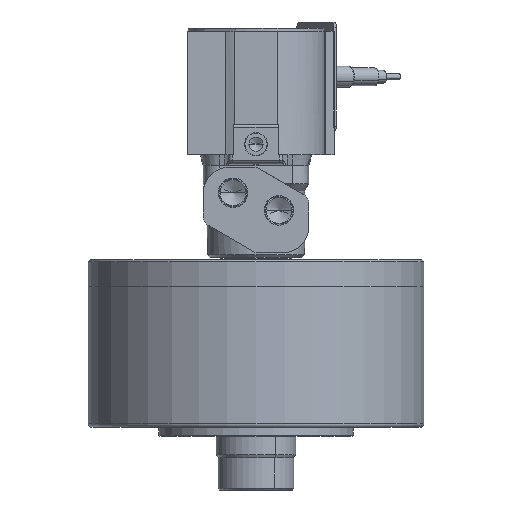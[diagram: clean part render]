
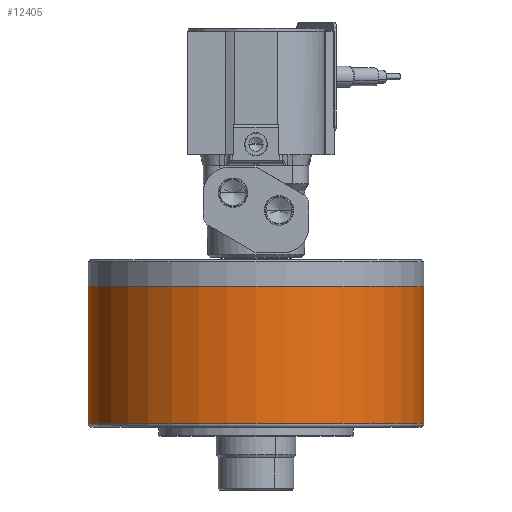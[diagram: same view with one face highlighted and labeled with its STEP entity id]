
A CAD part, front view. The second image highlights one B-rep face of the part: STEP entity #12405.
In plain terms, the highlighted cylindrical face has radius 95 mm (diameter 190 mm), a partial arc.
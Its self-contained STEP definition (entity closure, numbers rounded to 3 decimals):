
#10 = VERTEX_POINT ( 'NONE', #4402 ) ;
#14 = VERTEX_POINT ( 'NONE', #229 ) ;
#229 = CARTESIAN_POINT ( 'NONE',  ( 78., 0., -95. ) ) ;
#558 = DIRECTION ( 'NONE',  ( 0., 0., 1. ) ) ;
#823 = CARTESIAN_POINT ( 'NONE',  ( 0., 0., -95. ) ) ;
#949 = EDGE_CURVE ( 'NONE', #1591, #14, #5903, .T. ) ;
#1105 = EDGE_CURVE ( 'NONE', #1591, #10, #12614, .T. ) ;
#1176 = ORIENTED_EDGE ( 'NONE', *, *, #949, .T. ) ;
#1205 = DIRECTION ( 'NONE',  ( -1., 0., 0. ) ) ;
#1236 = AXIS2_PLACEMENT_3D ( 'NONE', #4760, #6878, #558 ) ;
#1449 = ORIENTED_EDGE ( 'NONE', *, *, #3900, .T. ) ;
#1460 = CARTESIAN_POINT ( 'NONE',  ( 0., 0., 0. ) ) ;
#1540 = DIRECTION ( 'NONE',  ( -1., 0., 0. ) ) ;
#1591 = VERTEX_POINT ( 'NONE', #7207 ) ;
#2155 = VECTOR ( 'NONE', #13099, 1000. ) ;
#2485 = DIRECTION ( 'NONE',  ( 0., 0., 1. ) ) ;
#3009 = FACE_OUTER_BOUND ( 'NONE', #8618, .T. ) ;
#3900 = EDGE_CURVE ( 'NONE', #14, #5426, #10143, .T. ) ;
#4402 = CARTESIAN_POINT ( 'NONE',  ( 0., 0., 95. ) ) ;
#4760 = CARTESIAN_POINT ( 'NONE',  ( 0., 0., 0. ) ) ;
#5260 = DIRECTION ( 'NONE',  ( 0., 0., 1. ) ) ;
#5426 = VERTEX_POINT ( 'NONE', #823 ) ;
#5447 = CYLINDRICAL_SURFACE ( 'NONE', #1236, 95. ) ;
#5903 = CIRCLE ( 'NONE', #11844, 95. ) ;
#6833 = CARTESIAN_POINT ( 'NONE',  ( 0., 0., -95. ) ) ;
#6878 = DIRECTION ( 'NONE',  ( -1., 0., 0. ) ) ;
#7184 = AXIS2_PLACEMENT_3D ( 'NONE', #1460, #8737, #2485 ) ;
#7207 = CARTESIAN_POINT ( 'NONE',  ( 78., 0., 95. ) ) ;
#7470 = EDGE_CURVE ( 'NONE', #10, #5426, #8383, .T. ) ;
#7759 = CARTESIAN_POINT ( 'NONE',  ( 78., 0., 0. ) ) ;
#7771 = CARTESIAN_POINT ( 'NONE',  ( 0., 0., 95. ) ) ;
#8383 = CIRCLE ( 'NONE', #7184, 95. ) ;
#8618 = EDGE_LOOP ( 'NONE', ( #1176, #1449, #11642, #13063 ) ) ;
#8737 = DIRECTION ( 'NONE',  ( -1., 0., 0. ) ) ;
#10143 = LINE ( 'NONE', #6833, #2155 ) ;
#11642 = ORIENTED_EDGE ( 'NONE', *, *, #7470, .F. ) ;
#11844 = AXIS2_PLACEMENT_3D ( 'NONE', #7759, #1205, #5260 ) ;
#12295 = VECTOR ( 'NONE', #1540, 1000. ) ;
#12405 = ADVANCED_FACE ( 'NONE', ( #3009 ), #5447, .T. ) ;
#12614 = LINE ( 'NONE', #7771, #12295 ) ;
#13063 = ORIENTED_EDGE ( 'NONE', *, *, #1105, .F. ) ;
#13099 = DIRECTION ( 'NONE',  ( -1., 0., 0. ) ) ;
